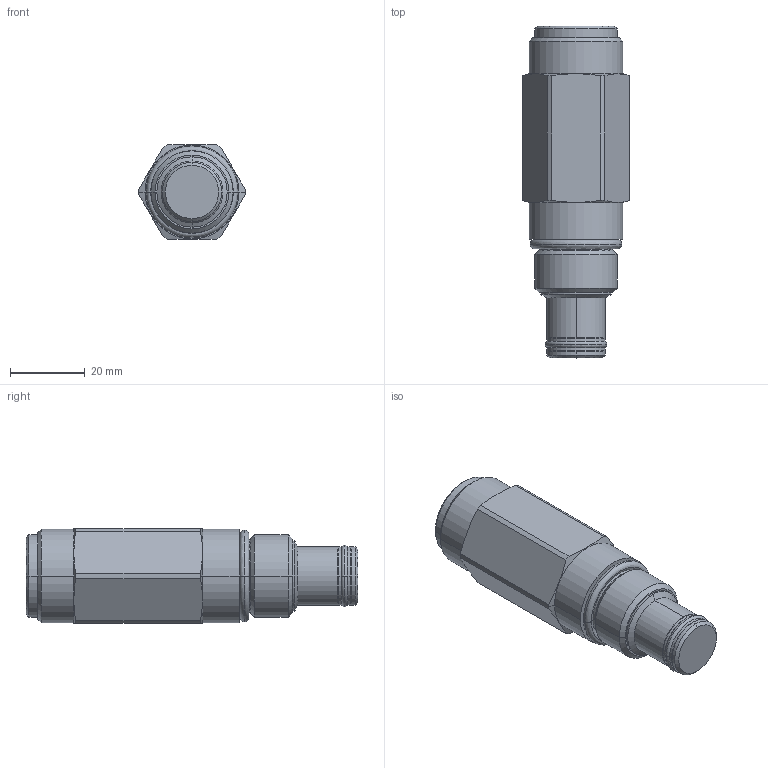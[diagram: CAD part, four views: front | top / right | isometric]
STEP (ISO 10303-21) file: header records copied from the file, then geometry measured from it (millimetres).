
FILE_DESCRIPTION((''),'2;1');
FILE_NAME('PRT0013','2009-03-21T',('JCS'),(''),'PRO/ENGINEER BY PARAMETRIC TECHNOLOGY CORPORATION, 2008510','PRO/ENGINEER BY PARAMETRIC TECHNOLOGY CORPORATION, 2008510','');
FILE_SCHEMA(('CONFIG_CONTROL_DESIGN'));
Length unit declared in the file: inch
Products named in the file (1): PRT0013
Bounding box: 28.57 x 88.93 x 25.4 mm (x, y, z)
Volume: 38983.1 mm3; surface area: 8712.9 mm2
Topology: 3 solids, 3 shells, 87 faces, 186 edges, 108 vertices
Faces by surface type: cylinder 28, cone 20, revolution 16, plane 15, torus 8
Entity records: 2776 total; most frequent: CARTESIAN_POINT 829, DIRECTION 420, ORIENTED_EDGE 372, EDGE_CURVE 186, AXIS2_PLACEMENT_3D 175, VERTEX_POINT 108, CIRCLE 104, EDGE_LOOP 94
